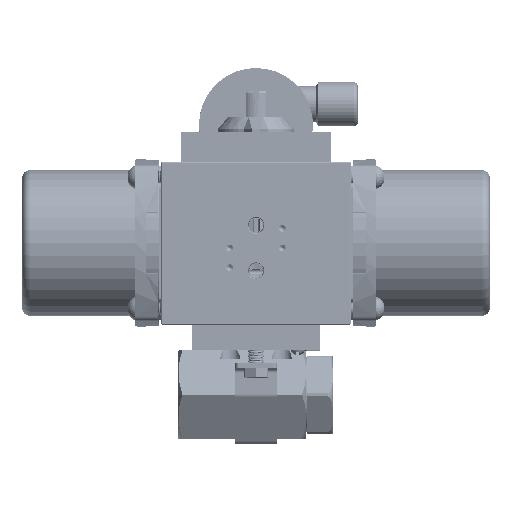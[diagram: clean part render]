
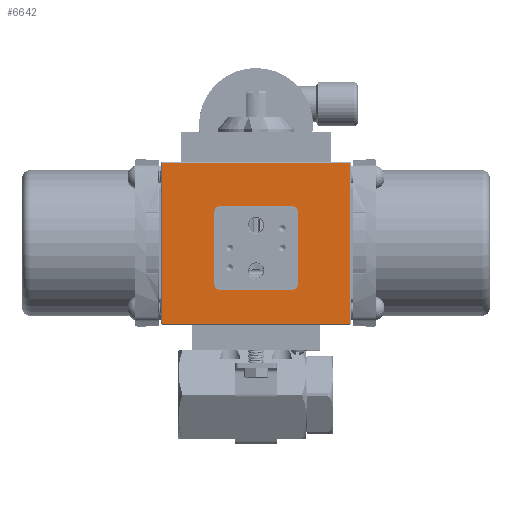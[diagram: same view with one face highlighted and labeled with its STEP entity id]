
A CAD part, top view. The second image highlights one B-rep face of the part: STEP entity #6642.
In plain terms, the highlighted planar face has unit normal (0, 0, 1).
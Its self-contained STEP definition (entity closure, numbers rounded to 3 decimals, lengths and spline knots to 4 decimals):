
#142 = VERTEX_POINT ( 'NONE', #135927 ) ;
#2601 = CIRCLE ( 'NONE', #92869, 0.125 ) ;
#4068 = DIRECTION ( 'NONE',  ( -1., 0., 0. ) ) ;
#6164 = VECTOR ( 'NONE', #97288, 39.3701 ) ;
#6620 = ORIENTED_EDGE ( 'NONE', *, *, #156770, .F. ) ;
#6642 = ADVANCED_FACE ( 'NONE', ( #165272, #135313 ), #131698, .F. ) ;
#7465 = CARTESIAN_POINT ( 'NONE',  ( -0.997, 4.515, 1.55 ) ) ;
#11930 = DIRECTION ( 'NONE',  ( 1., 0., 0. ) ) ;
#13278 = DIRECTION ( 'NONE',  ( 0., -1., 0. ) ) ;
#13711 = AXIS2_PLACEMENT_3D ( 'NONE', #33961, #123672, #46902 ) ;
#13784 = CARTESIAN_POINT ( 'NONE',  ( 0.878, 4.515, 1.55 ) ) ;
#16508 = CARTESIAN_POINT ( 'NONE',  ( 2.253, 1.7, 1.55 ) ) ;
#17878 = CARTESIAN_POINT ( 'NONE',  ( -0.997, 2.64, 1.55 ) ) ;
#19751 = CARTESIAN_POINT ( 'NONE',  ( 2.253, 5.58, 1.55 ) ) ;
#24731 = VECTOR ( 'NONE', #4068, 39.3701 ) ;
#33961 = CARTESIAN_POINT ( 'NONE',  ( 0.878, 4.39, 1.55 ) ) ;
#35969 = VERTEX_POINT ( 'NONE', #61304 ) ;
#36110 = VECTOR ( 'NONE', #13278, 39.3701 ) ;
#39328 = CARTESIAN_POINT ( 'NONE',  ( 0.878, 2.64, 1.55 ) ) ;
#41942 = CARTESIAN_POINT ( 'NONE',  ( 2.273, 5.58, 1.55 ) ) ;
#43264 = CARTESIAN_POINT ( 'NONE',  ( -0.997, 4.39, 1.55 ) ) ;
#43766 = EDGE_CURVE ( 'NONE', #54060, #67238, #52287, .T. ) ;
#44882 = VERTEX_POINT ( 'NONE', #75274 ) ;
#46902 = DIRECTION ( 'NONE',  ( 0., 1., 0. ) ) ;
#51936 = ORIENTED_EDGE ( 'NONE', *, *, #126832, .T. ) ;
#52202 = DIRECTION ( 'NONE',  ( 0., 1., 0. ) ) ;
#52287 = CIRCLE ( 'NONE', #13711, 0.125 ) ;
#52985 = CARTESIAN_POINT ( 'NONE',  ( 0.878, 2.515, 1.55 ) ) ;
#54060 = VERTEX_POINT ( 'NONE', #13784 ) ;
#56880 = ORIENTED_EDGE ( 'NONE', *, *, #163404, .T. ) ;
#57991 = EDGE_CURVE ( 'NONE', #124302, #35969, #2601, .T. ) ;
#59217 = ORIENTED_EDGE ( 'NONE', *, *, #90623, .F. ) ;
#61304 = CARTESIAN_POINT ( 'NONE',  ( -0.872, 4.515, 1.55 ) ) ;
#62016 = LINE ( 'NONE', #19751, #160204 ) ;
#62415 = VECTOR ( 'NONE', #97998, 39.3701 ) ;
#63534 = DIRECTION ( 'NONE',  ( 0., 0., -1. ) ) ;
#65589 = EDGE_CURVE ( 'NONE', #124302, #104132, #66347, .T. ) ;
#66347 = LINE ( 'NONE', #7465, #6164 ) ;
#67238 = VERTEX_POINT ( 'NONE', #97312 ) ;
#70134 = VECTOR ( 'NONE', #134926, 39.3701 ) ;
#75274 = CARTESIAN_POINT ( 'NONE',  ( -2.253, 1.7, 1.55 ) ) ;
#76783 = CARTESIAN_POINT ( 'NONE',  ( -0.872, 2.64, 1.55 ) ) ;
#79477 = CARTESIAN_POINT ( 'NONE',  ( -2.253, 5.56, 1.55 ) ) ;
#80724 = DIRECTION ( 'NONE',  ( 0., 1., 0. ) ) ;
#80981 = CARTESIAN_POINT ( 'NONE',  ( 2.273, 5.56, 1.55 ) ) ;
#85770 = CARTESIAN_POINT ( 'NONE',  ( -0.997, 2.515, 1.55 ) ) ;
#89594 = ORIENTED_EDGE ( 'NONE', *, *, #162087, .T. ) ;
#89713 = DIRECTION ( 'NONE',  ( 0., 1., 0. ) ) ;
#89770 = CIRCLE ( 'NONE', #119888, 0.125 ) ;
#90132 = CARTESIAN_POINT ( 'NONE',  ( -2.253, 5.58, 1.55 ) ) ;
#90623 = EDGE_CURVE ( 'NONE', #150498, #67238, #130657, .T. ) ;
#92869 = AXIS2_PLACEMENT_3D ( 'NONE', #140266, #63534, #153189 ) ;
#93015 = LINE ( 'NONE', #80981, #24731 ) ;
#97288 = DIRECTION ( 'NONE',  ( 0., -1., 0. ) ) ;
#97312 = CARTESIAN_POINT ( 'NONE',  ( 1.003, 4.39, 1.55 ) ) ;
#97998 = DIRECTION ( 'NONE',  ( 0., 1., 0. ) ) ;
#98635 = DIRECTION ( 'NONE',  ( 1., 0., 0. ) ) ;
#100275 = VECTOR ( 'NONE', #11930, 39.3701 ) ;
#100674 = CARTESIAN_POINT ( 'NONE',  ( -0.872, 2.515, 1.55 ) ) ;
#103801 = ORIENTED_EDGE ( 'NONE', *, *, #112155, .T. ) ;
#104132 = VERTEX_POINT ( 'NONE', #17878 ) ;
#104420 = LINE ( 'NONE', #90132, #36110 ) ;
#111168 = VERTEX_POINT ( 'NONE', #16508 ) ;
#111360 = CARTESIAN_POINT ( 'NONE',  ( 1.003, 2.64, 1.55 ) ) ;
#112155 = EDGE_CURVE ( 'NONE', #162949, #44882, #104420, .T. ) ;
#113471 = ORIENTED_EDGE ( 'NONE', *, *, #43766, .T. ) ;
#113612 = LINE ( 'NONE', #85770, #151666 ) ;
#119888 = AXIS2_PLACEMENT_3D ( 'NONE', #76783, #166295, #89713 ) ;
#120960 = EDGE_LOOP ( 'NONE', ( #159461, #133485, #155057, #113471, #59217, #51936, #6620, #56880 ) ) ;
#123672 = DIRECTION ( 'NONE',  ( 0., 0., -1. ) ) ;
#123680 = CARTESIAN_POINT ( 'NONE',  ( 1.003, 4.515, 1.55 ) ) ;
#124302 = VERTEX_POINT ( 'NONE', #43264 ) ;
#126181 = ORIENTED_EDGE ( 'NONE', *, *, #149707, .T. ) ;
#126235 = LINE ( 'NONE', #152587, #100275 ) ;
#126832 = EDGE_CURVE ( 'NONE', #150498, #160692, #136187, .T. ) ;
#129033 = DIRECTION ( 'NONE',  ( 0., 0., -1. ) ) ;
#129259 = ORIENTED_EDGE ( 'NONE', *, *, #136880, .T. ) ;
#130657 = LINE ( 'NONE', #123680, #62415 ) ;
#131698 = PLANE ( 'NONE',  #140317 ) ;
#133485 = ORIENTED_EDGE ( 'NONE', *, *, #57991, .T. ) ;
#134139 = AXIS2_PLACEMENT_3D ( 'NONE', #39328, #129033, #52202 ) ;
#134396 = CARTESIAN_POINT ( 'NONE',  ( -0.997, 4.515, 1.55 ) ) ;
#134709 = DIRECTION ( 'NONE',  ( 0., 1., 0. ) ) ;
#134926 = DIRECTION ( 'NONE',  ( -1., 0., 0. ) ) ;
#135313 = FACE_BOUND ( 'NONE', #120960, .T. ) ;
#135927 = CARTESIAN_POINT ( 'NONE',  ( 2.253, 5.56, 1.55 ) ) ;
#136187 = CIRCLE ( 'NONE', #134139, 0.125 ) ;
#136880 = EDGE_CURVE ( 'NONE', #44882, #111168, #126235, .T. ) ;
#138272 = LINE ( 'NONE', #134396, #70134 ) ;
#138800 = VERTEX_POINT ( 'NONE', #100674 ) ;
#140266 = CARTESIAN_POINT ( 'NONE',  ( -0.872, 4.39, 1.55 ) ) ;
#140317 = AXIS2_PLACEMENT_3D ( 'NONE', #41942, #157342, #80724 ) ;
#149707 = EDGE_CURVE ( 'NONE', #142, #162949, #93015, .T. ) ;
#150498 = VERTEX_POINT ( 'NONE', #111360 ) ;
#151172 = EDGE_LOOP ( 'NONE', ( #89594, #126181, #103801, #129259 ) ) ;
#151666 = VECTOR ( 'NONE', #98635, 39.3701 ) ;
#152587 = CARTESIAN_POINT ( 'NONE',  ( 2.273, 1.7, 1.55 ) ) ;
#153189 = DIRECTION ( 'NONE',  ( 0., 1., 0. ) ) ;
#154412 = EDGE_CURVE ( 'NONE', #54060, #35969, #138272, .T. ) ;
#155057 = ORIENTED_EDGE ( 'NONE', *, *, #154412, .F. ) ;
#156770 = EDGE_CURVE ( 'NONE', #138800, #160692, #113612, .T. ) ;
#157342 = DIRECTION ( 'NONE',  ( 0., 0., -1. ) ) ;
#159461 = ORIENTED_EDGE ( 'NONE', *, *, #65589, .F. ) ;
#160204 = VECTOR ( 'NONE', #134709, 39.3701 ) ;
#160692 = VERTEX_POINT ( 'NONE', #52985 ) ;
#162087 = EDGE_CURVE ( 'NONE', #111168, #142, #62016, .T. ) ;
#162949 = VERTEX_POINT ( 'NONE', #79477 ) ;
#163404 = EDGE_CURVE ( 'NONE', #138800, #104132, #89770, .T. ) ;
#165272 = FACE_OUTER_BOUND ( 'NONE', #151172, .T. ) ;
#166295 = DIRECTION ( 'NONE',  ( 0., 0., -1. ) ) ;
